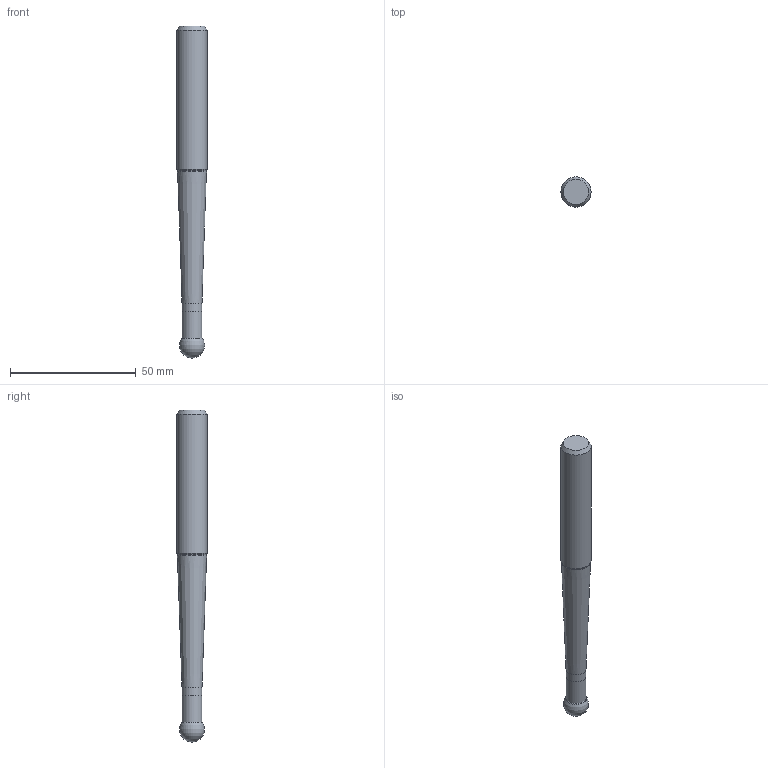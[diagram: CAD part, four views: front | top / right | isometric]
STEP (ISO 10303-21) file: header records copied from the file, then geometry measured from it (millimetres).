
FILE_DESCRIPTION(/* description */ (''),/* implementation_level */ '2;1');
FILE_NAME(/* name */ 'PPH-10-02-QC12-132HSCW_112229648ndi000_00_SIM.stp',/* time_stamp */ '2020-01-30T08:59:26+01:00',/* author */ (''),/* organization */ (''),/* preprocessor_version */ 'ST-DEVELOPER v16.7',/* originating_system */ 'SIEMENS PLM Software NX 12.0',/* authorisation */ '');
FILE_SCHEMA (('AUTOMOTIVE_DESIGN { 1 0 10303 214 3 1 1 1 }'));
Length unit declared in the file: millimetre
Products named in the file (1): pp073194ACF1wtna
Bounding box: 12 x 12 x 132 mm (x, y, z)
Volume: 11936.7 mm3; surface area: 4898.5 mm2
Topology: 3 solids, 3 shells, 18 faces, 38 edges, 24 vertices
Faces by surface type: plane 4, revolution 4, cone 4, cylinder 3, torus 2, sphere 1
Full cylindrical faces by diameter (mm): 7.95 x2, 11.998 x1
Entity records: 404 total; most frequent: CARTESIAN_POINT 71, DIRECTION 64, EDGE_LOOP 30, ORIENTED_EDGE 30, AXIS2_PLACEMENT_3D 30, FACE_BOUND 28, ADVANCED_FACE 18, VERTEX_POINT 17
